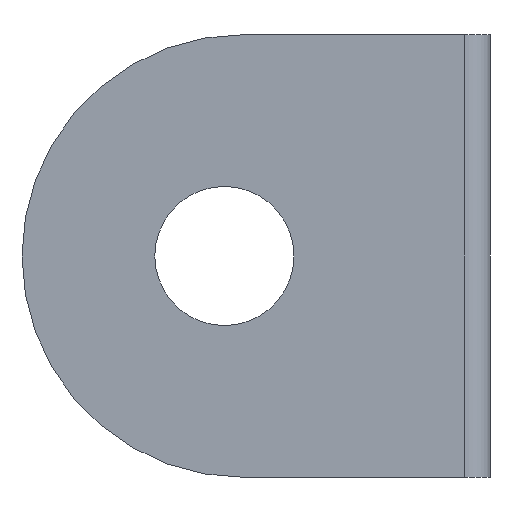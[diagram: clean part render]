
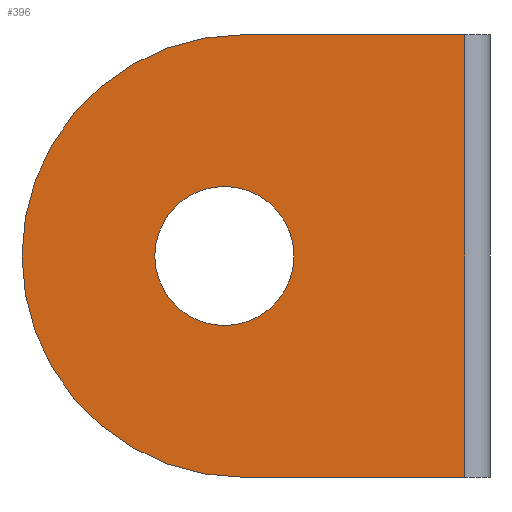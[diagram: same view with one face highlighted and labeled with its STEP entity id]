
A CAD part, left-side view. The second image highlights one B-rep face of the part: STEP entity #396.
In plain terms, the highlighted planar face has unit normal (-1, 0, 0).
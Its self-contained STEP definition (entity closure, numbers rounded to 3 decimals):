
#6 = EDGE_CURVE ( 'NONE', #599, #30, #277, .T. ) ;
#24 = VERTEX_POINT ( 'NONE', #289 ) ;
#28 = LINE ( 'NONE', #42, #265 ) ;
#30 = VERTEX_POINT ( 'NONE', #463 ) ;
#33 = DIRECTION ( 'NONE',  ( 0., -1., 0. ) ) ;
#42 = CARTESIAN_POINT ( 'NONE',  ( -55.52, 35.351, 0. ) ) ;
#44 = DIRECTION ( 'NONE',  ( 0., 0., 1. ) ) ;
#47 = VERTEX_POINT ( 'NONE', #606 ) ;
#88 = DIRECTION ( 'NONE',  ( 0., -1., 0. ) ) ;
#89 = DIRECTION ( 'NONE',  ( 0., 0., -1. ) ) ;
#134 = CARTESIAN_POINT ( 'NONE',  ( -55.52, 17.851, 17.5 ) ) ;
#153 = VERTEX_POINT ( 'NONE', #355 ) ;
#177 = DIRECTION ( 'NONE',  ( -1., 0., 0. ) ) ;
#181 = CARTESIAN_POINT ( 'NONE',  ( -55.52, 35.351, 35. ) ) ;
#204 = ORIENTED_EDGE ( 'NONE', *, *, #6, .F. ) ;
#213 = EDGE_LOOP ( 'NONE', ( #204, #256, #315, #235 ) ) ;
#225 = CARTESIAN_POINT ( 'NONE',  ( -55.52, 17.851, 35. ) ) ;
#228 = ORIENTED_EDGE ( 'NONE', *, *, #474, .F. ) ;
#230 = VECTOR ( 'NONE', #33, 1000. ) ;
#235 = ORIENTED_EDGE ( 'NONE', *, *, #402, .F. ) ;
#237 = DIRECTION ( 'NONE',  ( 0., 0., -1. ) ) ;
#256 = ORIENTED_EDGE ( 'NONE', *, *, #370, .T. ) ;
#265 = VECTOR ( 'NONE', #88, 1000. ) ;
#277 = LINE ( 'NONE', #424, #230 ) ;
#279 = FACE_BOUND ( 'NONE', #380, .T. ) ;
#288 = DIRECTION ( 'NONE',  ( -1., 0., 0. ) ) ;
#289 = CARTESIAN_POINT ( 'NONE',  ( -55.52, 19.351, 23. ) ) ;
#299 = ORIENTED_EDGE ( 'NONE', *, *, #603, .F. ) ;
#306 = CIRCLE ( 'NONE', #482, 17.5 ) ;
#315 = ORIENTED_EDGE ( 'NONE', *, *, #620, .T. ) ;
#334 = FACE_OUTER_BOUND ( 'NONE', #213, .T. ) ;
#355 = CARTESIAN_POINT ( 'NONE',  ( -55.52, 0.351, 0. ) ) ;
#370 = EDGE_CURVE ( 'NONE', #599, #47, #306, .T. ) ;
#372 = VERTEX_POINT ( 'NONE', #468 ) ;
#380 = EDGE_LOOP ( 'NONE', ( #228, #299 ) ) ;
#388 = VECTOR ( 'NONE', #89, 1000. ) ;
#396 = ADVANCED_FACE ( 'NONE', ( #279, #334 ), #428, .F. ) ;
#402 = EDGE_CURVE ( 'NONE', #30, #153, #519, .T. ) ;
#414 = AXIS2_PLACEMENT_3D ( 'NONE', #538, #435, #44 ) ;
#424 = CARTESIAN_POINT ( 'NONE',  ( -55.52, 35.351, 35. ) ) ;
#428 = PLANE ( 'NONE',  #578 ) ;
#435 = DIRECTION ( 'NONE',  ( -1., 0., 0. ) ) ;
#450 = CIRCLE ( 'NONE', #566, 5.5 ) ;
#463 = CARTESIAN_POINT ( 'NONE',  ( -55.52, 0.351, 35. ) ) ;
#464 = DIRECTION ( 'NONE',  ( 0., 0., 1. ) ) ;
#468 = CARTESIAN_POINT ( 'NONE',  ( -55.52, 19.351, 12. ) ) ;
#474 = EDGE_CURVE ( 'NONE', #24, #372, #580, .T. ) ;
#482 = AXIS2_PLACEMENT_3D ( 'NONE', #134, #288, #237 ) ;
#510 = DIRECTION ( 'NONE',  ( 0., 0., -1. ) ) ;
#519 = LINE ( 'NONE', #561, #388 ) ;
#538 = CARTESIAN_POINT ( 'NONE',  ( -55.52, 19.351, 17.5 ) ) ;
#561 = CARTESIAN_POINT ( 'NONE',  ( -55.52, 0.351, 35. ) ) ;
#566 = AXIS2_PLACEMENT_3D ( 'NONE', #600, #177, #464 ) ;
#578 = AXIS2_PLACEMENT_3D ( 'NONE', #181, #608, #510 ) ;
#580 = CIRCLE ( 'NONE', #414, 5.5 ) ;
#599 = VERTEX_POINT ( 'NONE', #225 ) ;
#600 = CARTESIAN_POINT ( 'NONE',  ( -55.52, 19.351, 17.5 ) ) ;
#603 = EDGE_CURVE ( 'NONE', #372, #24, #450, .T. ) ;
#606 = CARTESIAN_POINT ( 'NONE',  ( -55.52, 17.851, 0. ) ) ;
#608 = DIRECTION ( 'NONE',  ( 1., 0., 0. ) ) ;
#620 = EDGE_CURVE ( 'NONE', #47, #153, #28, .T. ) ;
